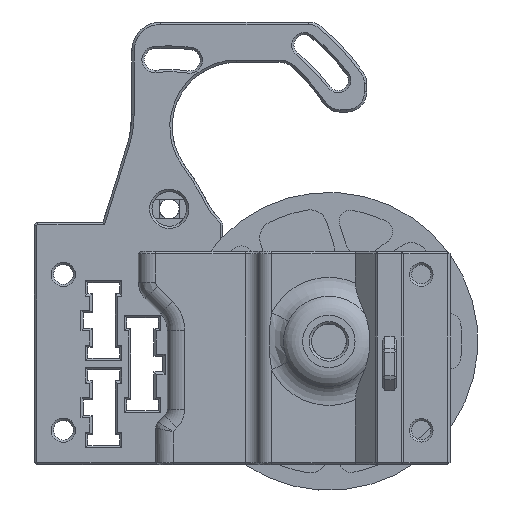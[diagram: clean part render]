
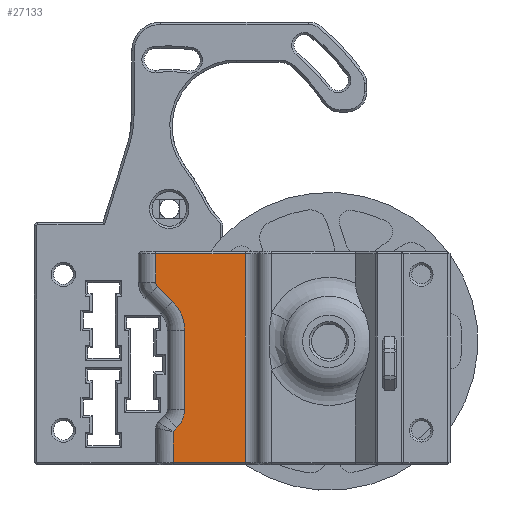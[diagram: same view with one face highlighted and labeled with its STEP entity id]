
A CAD part, front view. The second image highlights one B-rep face of the part: STEP entity #27133.
In plain terms, the highlighted planar face has unit normal (0, -1, 0).
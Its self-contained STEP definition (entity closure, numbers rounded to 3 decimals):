
#913=CIRCLE('',#28938,1.);
#917=CIRCLE('',#28944,7.);
#920=CIRCLE('',#28949,4.5);
#2153=FACE_OUTER_BOUND('',#3773,.T.);
#3773=EDGE_LOOP('',(#20556,#20557,#20558,#20559,#20560,#20561,#20562,#20563,
#20564,#20565,#20566));
#5539=LINE('',#47877,#8407);
#5559=LINE('',#47931,#8427);
#5585=LINE('',#47999,#8453);
#5643=LINE('',#48212,#8511);
#5644=LINE('',#48229,#8512);
#5645=LINE('',#48237,#8513);
#5646=LINE('',#48243,#8514);
#5648=LINE('',#48248,#8516);
#8407=VECTOR('',#32728,10.);
#8427=VECTOR('',#32784,10.);
#8453=VECTOR('',#32866,10.);
#8511=VECTOR('',#33082,10.);
#8512=VECTOR('',#33093,10.);
#8513=VECTOR('',#33104,10.);
#8514=VECTOR('',#33113,10.);
#8516=VECTOR('',#33121,10.);
#11647=VERTEX_POINT('',#47867);
#11649=VERTEX_POINT('',#47873);
#11663=VERTEX_POINT('',#47921);
#11665=VERTEX_POINT('',#47927);
#11680=VERTEX_POINT('',#47998);
#11732=VERTEX_POINT('',#48210);
#11733=VERTEX_POINT('',#48222);
#11734=VERTEX_POINT('',#48227);
#11735=VERTEX_POINT('',#48231);
#11736=VERTEX_POINT('',#48235);
#11737=VERTEX_POINT('',#48239);
#14729=EDGE_CURVE('',#11647,#11649,#5539,.T.);
#14757=EDGE_CURVE('',#11663,#11665,#5559,.T.);
#14792=EDGE_CURVE('',#11665,#11680,#5585,.T.);
#14882=EDGE_CURVE('',#11732,#11647,#5643,.T.);
#14884=EDGE_CURVE('',#11733,#11732,#913,.T.);
#14887=EDGE_CURVE('',#11734,#11733,#5644,.T.);
#14889=EDGE_CURVE('',#11735,#11734,#917,.T.);
#14891=EDGE_CURVE('',#11736,#11735,#5645,.T.);
#14893=EDGE_CURVE('',#11737,#11736,#920,.T.);
#14894=EDGE_CURVE('',#11680,#11737,#5646,.T.);
#14896=EDGE_CURVE('',#11649,#11663,#5648,.T.);
#20556=ORIENTED_EDGE('',*,*,#14729,.F.);
#20557=ORIENTED_EDGE('',*,*,#14882,.F.);
#20558=ORIENTED_EDGE('',*,*,#14884,.F.);
#20559=ORIENTED_EDGE('',*,*,#14887,.F.);
#20560=ORIENTED_EDGE('',*,*,#14889,.F.);
#20561=ORIENTED_EDGE('',*,*,#14891,.F.);
#20562=ORIENTED_EDGE('',*,*,#14893,.F.);
#20563=ORIENTED_EDGE('',*,*,#14894,.F.);
#20564=ORIENTED_EDGE('',*,*,#14792,.F.);
#20565=ORIENTED_EDGE('',*,*,#14757,.F.);
#20566=ORIENTED_EDGE('',*,*,#14896,.F.);
#25721=PLANE('',#28953);
#27133=ADVANCED_FACE('',(#2153),#25721,.T.);
#28938=AXIS2_PLACEMENT_3D('',#48224,#33085,#33086);
#28944=AXIS2_PLACEMENT_3D('',#48233,#33098,#33099);
#28949=AXIS2_PLACEMENT_3D('',#48241,#33109,#33110);
#28953=AXIS2_PLACEMENT_3D('',#48247,#33119,#33120);
#32728=DIRECTION('',(1.,0.,0.));
#32784=DIRECTION('',(-1.,0.,0.));
#32866=DIRECTION('',(0.,0.,1.));
#33082=DIRECTION('',(0.,0.,1.));
#33085=DIRECTION('center_axis',(0.,1.,0.));
#33086=DIRECTION('ref_axis',(-0.924,0.,-0.383));
#33093=DIRECTION('',(-0.707,0.,0.707));
#33098=DIRECTION('center_axis',(0.,-1.,0.));
#33099=DIRECTION('ref_axis',(0.924,0.,0.383));
#33104=DIRECTION('',(0.,0.,1.));
#33109=DIRECTION('center_axis',(0.,-1.,0.));
#33110=DIRECTION('ref_axis',(0.924,0.,-0.383));
#33113=DIRECTION('',(0.707,0.,0.707));
#33119=DIRECTION('center_axis',(0.,-1.,0.));
#33120=DIRECTION('ref_axis',(-1.,0.,0.));
#33121=DIRECTION('',(0.,0.,-1.));
#47867=CARTESIAN_POINT('',(-9.425,40.5,31.6));
#47873=CARTESIAN_POINT('',(6.075,40.5,31.6));
#47877=CARTESIAN_POINT('',(11.575,40.5,31.6));
#47921=CARTESIAN_POINT('',(6.075,40.5,-4.6));
#47927=CARTESIAN_POINT('',(-6.425,40.5,-4.6));
#47931=CARTESIAN_POINT('',(11.575,40.5,-4.6));
#47998=CARTESIAN_POINT('',(-6.425,40.5,0.757));
#47999=CARTESIAN_POINT('',(-6.425,40.5,13.5));
#48210=CARTESIAN_POINT('',(-9.425,40.5,26.657));
#48212=CARTESIAN_POINT('',(-9.425,40.5,32.));
#48222=CARTESIAN_POINT('',(-9.132,40.5,25.95));
#48224=CARTESIAN_POINT('Origin',(-8.425,40.5,26.657));
#48227=CARTESIAN_POINT('',(-6.475,40.5,23.293));
#48229=CARTESIAN_POINT('',(-4.304,40.5,21.121));
#48231=CARTESIAN_POINT('',(-4.425,40.5,18.343));
#48233=CARTESIAN_POINT('Origin',(-11.425,40.5,18.343));
#48235=CARTESIAN_POINT('',(-4.425,40.5,4.621));
#48237=CARTESIAN_POINT('',(-4.425,40.5,18.));
#48239=CARTESIAN_POINT('',(-5.743,40.5,1.439));
#48241=CARTESIAN_POINT('Origin',(-8.925,40.5,4.621));
#48243=CARTESIAN_POINT('',(4.696,40.5,11.879));
#48247=CARTESIAN_POINT('Origin',(8.575,40.5,32.));
#48248=CARTESIAN_POINT('',(6.075,40.5,32.));
